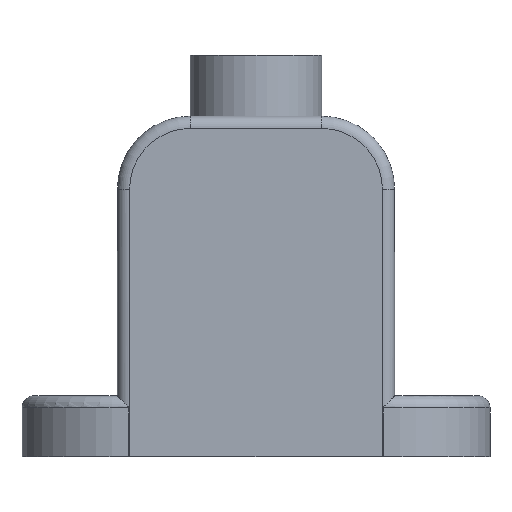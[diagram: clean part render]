
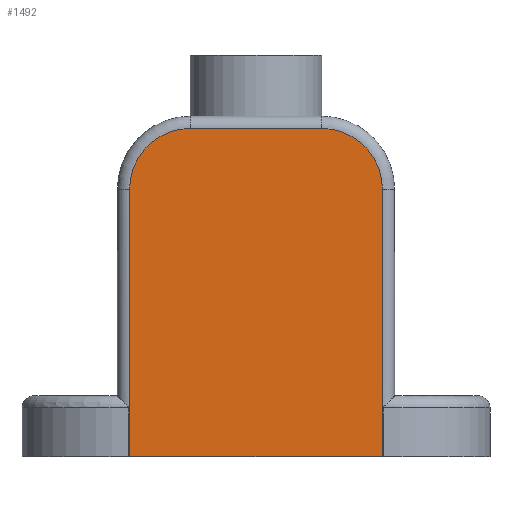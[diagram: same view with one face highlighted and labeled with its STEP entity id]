
A CAD part, front view. The second image highlights one B-rep face of the part: STEP entity #1492.
In plain terms, the highlighted face is planar.
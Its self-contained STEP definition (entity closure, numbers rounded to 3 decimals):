
#1492=ADVANCED_FACE('',(#2973),#2974,.F.);
#2973=FACE_OUTER_BOUND('',#4434,.T.);
#2974=PLANE('',#4435);
#4434=EDGE_LOOP('',(#8796,#8797,#8798,#8799,#8800,#8801));
#4435=AXIS2_PLACEMENT_3D('',#8802,#8803,#8804);
#8796=ORIENTED_EDGE('',*,*,#10611,.F.);
#8797=ORIENTED_EDGE('',*,*,#10580,.T.);
#8798=ORIENTED_EDGE('',*,*,#10585,.T.);
#8799=ORIENTED_EDGE('',*,*,#10588,.T.);
#8800=ORIENTED_EDGE('',*,*,#10591,.T.);
#8801=ORIENTED_EDGE('',*,*,#10594,.T.);
#8802=CARTESIAN_POINT('',(10.729,10.46,27.778));
#8803=DIRECTION('',(0.0,-1.0,0.0));
#8804=DIRECTION('',(0.0,0.0,-1.0));
#10580=EDGE_CURVE('',#13132,#13130,#13133,.F.);
#10585=EDGE_CURVE('',#13130,#13137,#13139,.F.);
#10588=EDGE_CURVE('',#13137,#13141,#13143,.F.);
#10591=EDGE_CURVE('',#13141,#13145,#13147,.F.);
#10594=EDGE_CURVE('',#13145,#13149,#13152,.T.);
#10611=EDGE_CURVE('',#13132,#13149,#13179,.T.);
#13130=VERTEX_POINT('',#16909);
#13132=VERTEX_POINT('',#16911);
#13133=LINE('',#16912,#16913);
#13137=VERTEX_POINT('',#16930);
#13139=CIRCLE('',#16932,5.0);
#13141=VERTEX_POINT('',#16934);
#13143=LINE('',#16936,#16937);
#13145=VERTEX_POINT('',#16939);
#13147=CIRCLE('',#16941,5.0);
#13149=VERTEX_POINT('',#16943);
#13152=LINE('',#16946,#16947);
#13179=LINE('',#16980,#16981);
#16909=CARTESIAN_POINT('',(10.4,10.46,5.778));
#16911=CARTESIAN_POINT('',(10.4,10.46,27.778));
#16912=CARTESIAN_POINT('',(10.4,10.46,27.778));
#16913=VECTOR('',#18494,1.0);
#16930=CARTESIAN_POINT('',(5.4,10.46,0.778));
#16932=AXIS2_PLACEMENT_3D('',#18501,#18502,#18503);
#16934=CARTESIAN_POINT('',(-5.4,10.46,0.778));
#16936=CARTESIAN_POINT('',(-5.4,10.46,0.778));
#16937=VECTOR('',#18507,1.0);
#16939=CARTESIAN_POINT('',(-10.4,10.46,5.778));
#16941=AXIS2_PLACEMENT_3D('',#18511,#18512,#18513);
#16943=CARTESIAN_POINT('',(-10.4,10.46,27.778));
#16946=CARTESIAN_POINT('',(-10.4,10.46,27.778));
#16947=VECTOR('',#18517,1.0);
#16980=CARTESIAN_POINT('',(10.729,10.46,27.778));
#16981=VECTOR('',#18545,1.0);
#18494=DIRECTION('',(0.0,0.0,1.0));
#18501=CARTESIAN_POINT('',(5.4,10.46,5.778));
#18502=DIRECTION('',(0.0,-1.0,0.0));
#18503=DIRECTION('',(0.0,0.0,-1.0));
#18507=DIRECTION('',(1.0,0.0,0.0));
#18511=CARTESIAN_POINT('',(-5.4,10.46,5.778));
#18512=DIRECTION('',(0.0,-1.0,0.0));
#18513=DIRECTION('',(0.0,0.0,-1.0));
#18517=DIRECTION('',(0.0,0.0,1.0));
#18545=DIRECTION('',(-1.0,0.0,0.0));
